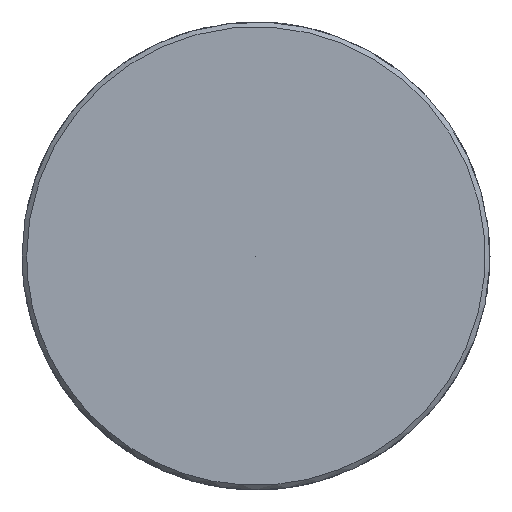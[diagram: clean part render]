
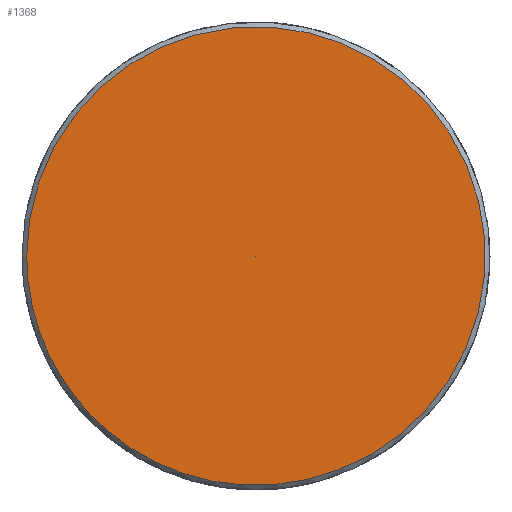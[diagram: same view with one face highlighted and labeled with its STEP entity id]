
A CAD part, left-side view. The second image highlights one B-rep face of the part: STEP entity #1368.
In plain terms, the highlighted free-form (B-spline) face has degree [5, 1] with [6, 2] control points.
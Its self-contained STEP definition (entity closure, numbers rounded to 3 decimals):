
#1296 = CARTESIAN_POINT ('', (-127., 12.25, 0.));
#1297 = VERTEX_POINT ('', #1296);
#1305 = CARTESIAN_POINT ('', (-127., 12.25, 0.));
#1306 = CARTESIAN_POINT ('', (-127., 12.25, 49.));
#1307 = CARTESIAN_POINT ('', (-127., -36.75, 24.5));
#1308 = CARTESIAN_POINT ('', (-127., -36.75, -24.5));
#1309 = CARTESIAN_POINT ('', (-127., 12.25, -49.));
#1310 = CARTESIAN_POINT ('', (-127., 12.25, 0.));
#1311 = (
   BOUNDED_CURVE ()
   B_SPLINE_CURVE (5, (#1305, #1306, #1307, #1308, #1309, #1310), .UNSPECIFIED., .T., .U.)
   B_SPLINE_CURVE_WITH_KNOTS ((6, 6), (0., 1.), .UNSPECIFIED.)
   CURVE ()
   GEOMETRIC_REPRESENTATION_ITEM ()
   RATIONAL_B_SPLINE_CURVE ((5., 1., 1., 1., 1., 5.))
   REPRESENTATION_ITEM ('')
);
#1312 = EDGE_CURVE ('', #1297, #1297, #1311, .T.);
#1344 = CARTESIAN_POINT ('', (-127., 0., 0.));
#1345 = VERTEX_POINT ('', #1344);
#1346 = CARTESIAN_POINT ('', (-127., 0., 0.));
#1347 = CARTESIAN_POINT ('', (-127., 12.25, 0.));
#1348 = B_SPLINE_CURVE_WITH_KNOTS ('', 1, (#1346, #1347), .UNSPECIFIED., .F., .U., (2, 2), (0., 1.), .UNSPECIFIED.);
#1349 = EDGE_CURVE ('', #1345, #1297, #1348, .T.);
#1350 = ORIENTED_EDGE ('', *, *, #1349, .F.);
#1351 = ORIENTED_EDGE ('', *, *, #1349, .T.);
#1352 = ORIENTED_EDGE ('', *, *, #1312, .F.);
#1353 = EDGE_LOOP ('', (#1350, #1351, #1352));
#1354 = FACE_OUTER_BOUND ('', #1353, .T.);
#1355 = CARTESIAN_POINT ('', (-127., 0., 0.));
#1356 = CARTESIAN_POINT ('', (-127., 12.25, 0.));
#1357 = CARTESIAN_POINT ('', (-127., 0., 0.));
#1358 = CARTESIAN_POINT ('', (-127., 12.25, 49.));
#1359 = CARTESIAN_POINT ('', (-127., 0., 0.));
#1360 = CARTESIAN_POINT ('', (-127., -36.75, 24.5));
#1361 = CARTESIAN_POINT ('', (-127., 0., 0.));
#1362 = CARTESIAN_POINT ('', (-127., -36.75, -24.5));
#1363 = CARTESIAN_POINT ('', (-127., 0., 0.));
#1364 = CARTESIAN_POINT ('', (-127., 12.25, -49.));
#1365 = CARTESIAN_POINT ('', (-127., 0., 0.));
#1366 = CARTESIAN_POINT ('', (-127., 12.25, 0.));
#1367 = (
   BOUNDED_SURFACE ()
   B_SPLINE_SURFACE (5, 1, ((#1355, #1356), (#1357, #1358), (#1359, #1360), (#1361, #1362), (#1363, #1364), (#1365, #1366)), .UNSPECIFIED., .T., .F., .U.)
   B_SPLINE_SURFACE_WITH_KNOTS ((6, 6), (2, 2), (0., 1.), (0., 1.), .UNSPECIFIED.)
   SURFACE ()
   GEOMETRIC_REPRESENTATION_ITEM ()
   RATIONAL_B_SPLINE_SURFACE (((5., 5.), (1., 1.), (1., 1.), (1., 1.), (1., 1.), (5., 5.)))
   REPRESENTATION_ITEM ('')
);
#1368 = ADVANCED_FACE ('', (#1354), #1367, .T.);
